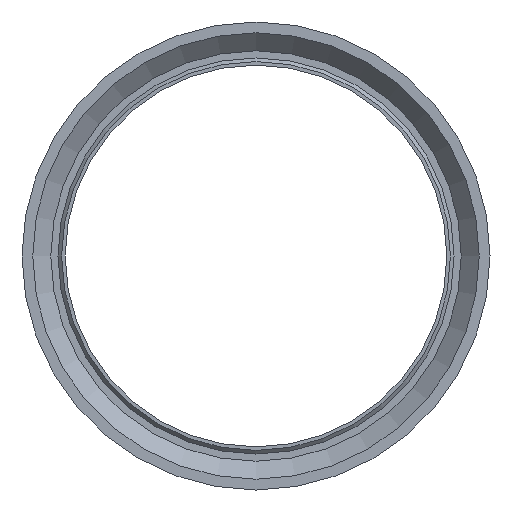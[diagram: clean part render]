
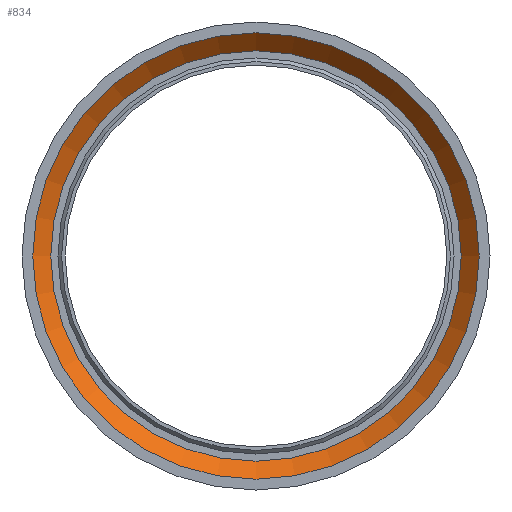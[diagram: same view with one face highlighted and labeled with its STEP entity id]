
A CAD part, front view. The second image highlights one B-rep face of the part: STEP entity #834.
In plain terms, the highlighted conical face has half-angle 45 degrees and reference radius 29.75 mm.
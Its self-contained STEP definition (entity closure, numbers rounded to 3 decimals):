
#145=FACE_OUTER_BOUND('',#206,.T.);
#206=EDGE_LOOP('',(#615,#616,#617,#618));
#285=LINE('',#1478,#319);
#319=VECTOR('',#1149,29.75);
#353=CIRCLE('',#983,28.5);
#355=CIRCLE('',#987,31.);
#428=VERTEX_POINT('',#1470);
#430=VERTEX_POINT('',#1477);
#500=EDGE_CURVE('',#428,#428,#353,.T.);
#502=EDGE_CURVE('',#428,#430,#285,.T.);
#503=EDGE_CURVE('',#430,#430,#355,.T.);
#615=ORIENTED_EDGE('',*,*,#500,.T.);
#616=ORIENTED_EDGE('',*,*,#502,.T.);
#617=ORIENTED_EDGE('',*,*,#503,.T.);
#618=ORIENTED_EDGE('',*,*,#502,.F.);
#824=CONICAL_SURFACE('',#986,29.75,0.785);
#834=ADVANCED_FACE('',(#145),#824,.F.);
#983=AXIS2_PLACEMENT_3D('',#1472,#1141,#1142);
#986=AXIS2_PLACEMENT_3D('',#1476,#1147,#1148);
#987=AXIS2_PLACEMENT_3D('',#1479,#1150,#1151);
#1141=DIRECTION('center_axis',(0.,1.,0.));
#1142=DIRECTION('ref_axis',(1.,0.,0.));
#1147=DIRECTION('center_axis',(0.,-1.,0.));
#1148=DIRECTION('ref_axis',(1.,0.,0.));
#1149=DIRECTION('',(-0.707,-0.707,0.));
#1150=DIRECTION('center_axis',(0.,-1.,0.));
#1151=DIRECTION('ref_axis',(1.,0.,0.));
#1470=CARTESIAN_POINT('',(-28.5,2.5,0.));
#1472=CARTESIAN_POINT('Origin',(0.,2.5,0.));
#1476=CARTESIAN_POINT('Origin',(0.,1.25,0.));
#1477=CARTESIAN_POINT('',(-31.,0.,0.));
#1478=CARTESIAN_POINT('',(-29.75,1.25,0.));
#1479=CARTESIAN_POINT('Origin',(0.,0.,0.));
